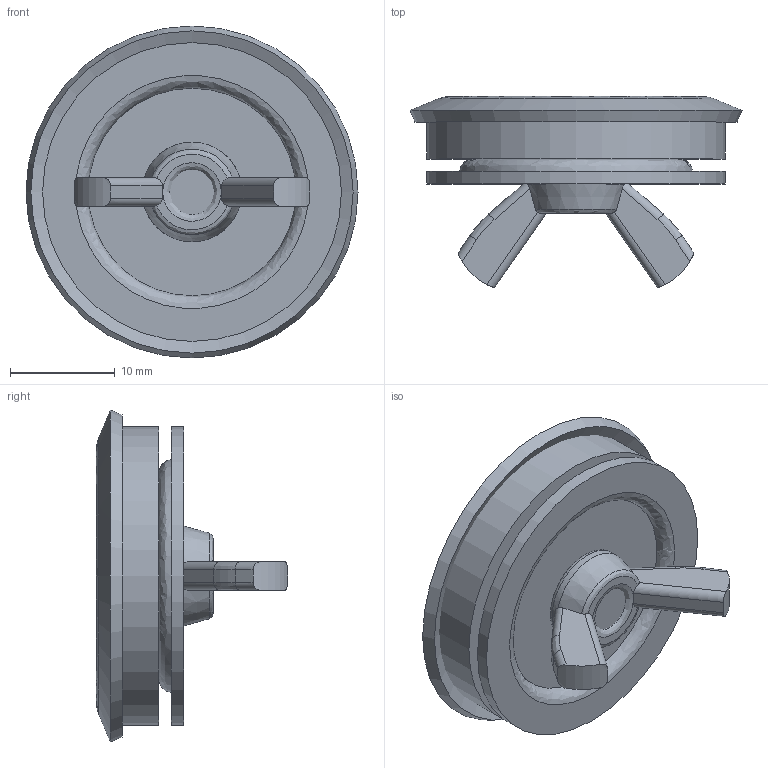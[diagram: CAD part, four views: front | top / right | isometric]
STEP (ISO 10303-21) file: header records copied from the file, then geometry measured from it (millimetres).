
FILE_DESCRIPTION (( 'STEP AP203' ), '1' );
FILE_NAME ('SCE-ASPBG-SS.step', '2021-02-09T22:07:54', ( 'ADC123' ), ( 'Microsoft' ), 'SwSTEP 2.0', 'SolidWorks 2019', '' );
FILE_SCHEMA (( 'CONFIG_CONTROL_DESIGN' ));
Length unit declared in the file: inch
Products named in the file (1): SCE-ASPBG-SS
Bounding box: 31.75 x 18.28 x 31.75 mm (x, y, z)
Volume: 5457.7 mm3; surface area: 5691.8 mm2
Topology: 5 solids, 5 shells, 71 faces, 172 edges, 114 vertices
Faces by surface type: plane 27, cylinder 24, bspline 14, cone 6
Full cylindrical faces by diameter (mm): 3.175 x1, 4.064 x1, 4.902 x1, 5.159 x1, 9.525 x2, 28.575 x2
Entity records: 2954 total; most frequent: CARTESIAN_POINT 1492, ORIENTED_EDGE 284, DIRECTION 246, EDGE_CURVE 142, AXIS2_PLACEMENT_3D 104, VERTEX_POINT 104, EDGE_LOOP 100, FACE_OUTER_BOUND 87
